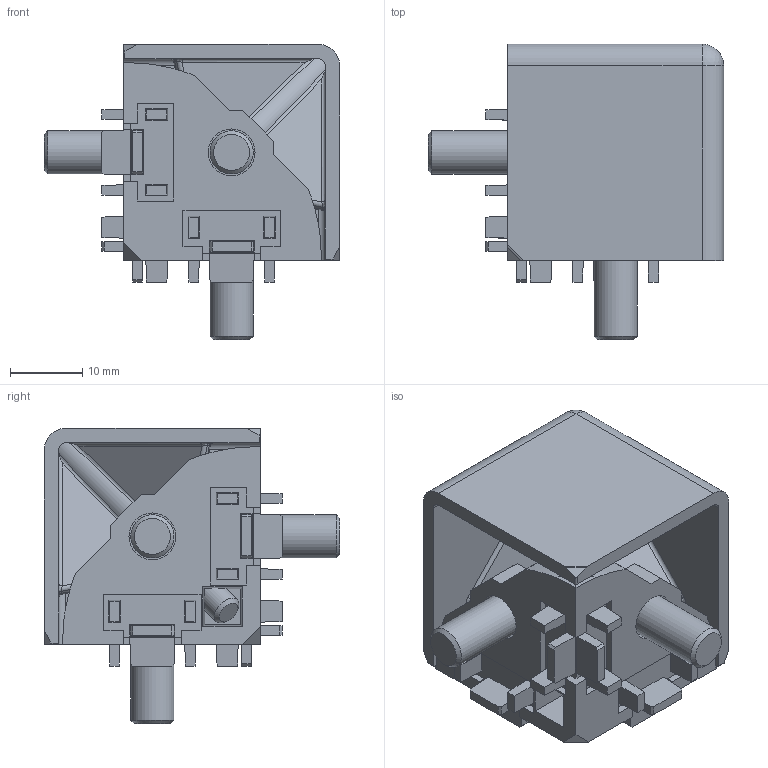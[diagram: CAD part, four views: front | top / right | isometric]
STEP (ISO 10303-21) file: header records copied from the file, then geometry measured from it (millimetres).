
FILE_DESCRIPTION(/* description */ (''),/* implementation_level */ '2;1');
FILE_NAME(/* name */ '262310012 Eckwinkel 30 Set eckig.stp',/* time_stamp */ '2020-01-15T11:47:14+01:00',/* author */ ('wheldmann'),/* organization */ (''),/* preprocessor_version */ 'ST-DEVELOPER v17.2',/* originating_system */ 'Autodesk Inventor 2019',/* authorisation */ '0 mm^3');
FILE_SCHEMA (('AUTOMOTIVE_DESIGN { 1 0 10303 214 3 1 1 }'));
Length unit declared in the file: millimetre
Products named in the file (3): Baugruppe1; 262310011; 262310007
Assembly tree (2 placements, depth 2):
  Baugruppe1
    262310011
    262310007
Bounding box: 41 x 41 x 41 mm (x, y, z)
Volume: 14130.6 mm3; surface area: 12640.3 mm2
Topology: 5 solids, 5 shells, 306 faces, 813 edges, 541 vertices
Faces by surface type: plane 230, cylinder 35, bspline 24, cone 7, torus 6, sphere 4
Full cylindrical faces by diameter (mm): 4.2 x1, 5 x1, 6 x3, 6.5 x3
Entity records: 11344 total; most frequent: CARTESIAN_POINT 3511, ORIENTED_EDGE 1626, DIRECTION 1513, EDGE_CURVE 813, LINE 597, VECTOR 597, VERTEX_POINT 541, AXIS2_PLACEMENT_3D 458
